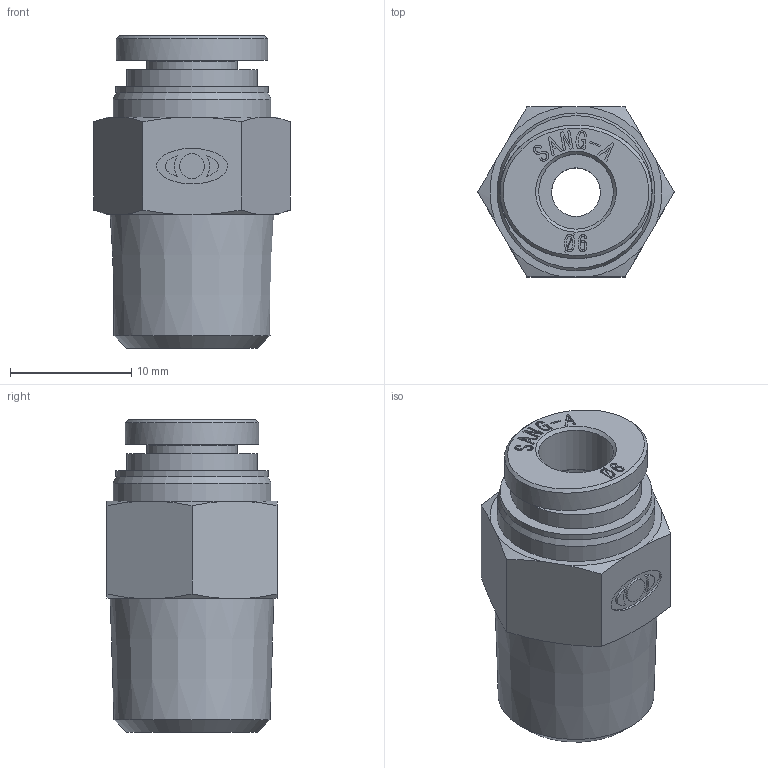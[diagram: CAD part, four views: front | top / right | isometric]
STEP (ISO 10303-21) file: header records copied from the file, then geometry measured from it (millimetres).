
FILE_DESCRIPTION((''),'2;1');
FILE_NAME('F-PC 0602.stp','2020-11-23T15:49:57',('Administrator'),(''),'Autodesk Inventor 2013','Autodesk Inventor 2013','');
FILE_SCHEMA(('CONFIG_CONTROL_DESIGN'));
Length unit declared in the file: millimetre
Products named in the file (3): 조립품12; F-SLEEVE 06(SUS); F-PC BODY 0602
Assembly tree (2 placements, depth 2):
  조립품12
    F-SLEEVE 06(SUS)
    F-PC BODY 0602
Bounding box: 16.17 x 14 x 25.7 mm (x, y, z)
Volume: 2914 mm3; surface area: 2036.8 mm2
Topology: 2 solids, 2 shells, 252 faces, 655 edges, 435 vertices
Faces by surface type: plane 134, bspline 90, cone 18, cylinder 10
Full cylindrical faces by diameter (mm): 2.046 x1, 4 x1, 6.15 x1, 6.2 x1, 7.5 x1, 10.75 x1, 12.55 x1, 13 x1
Entity records: 7831 total; most frequent: CARTESIAN_POINT 2265, ORIENTED_EDGE 1274, DIRECTION 820, EDGE_CURVE 637, VERTEX_POINT 433, VECTOR 396, LINE 396, EDGE_LOOP 300
